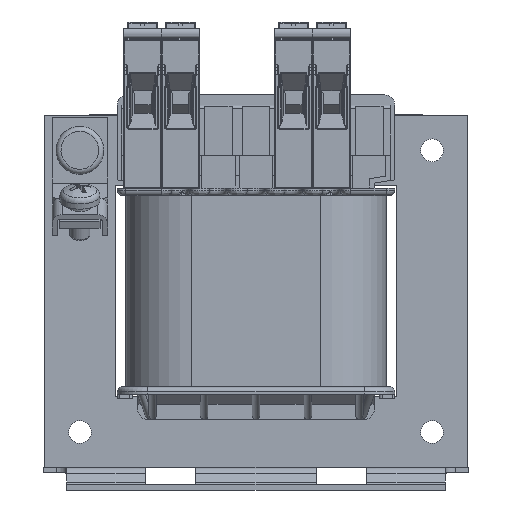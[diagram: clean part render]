
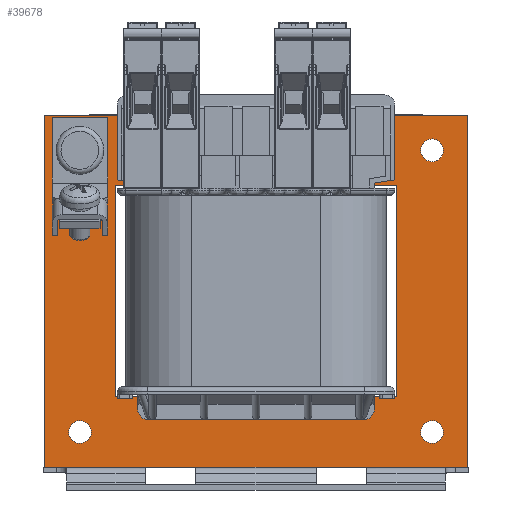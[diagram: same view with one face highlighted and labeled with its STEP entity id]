
A CAD part, front view. The second image highlights one B-rep face of the part: STEP entity #39678.
In plain terms, the highlighted planar face has unit normal (0, -1, 0).
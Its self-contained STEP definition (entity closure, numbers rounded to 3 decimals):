
#634=FACE_BOUND('',#4539,.T.);
#635=FACE_BOUND('',#4540,.T.);
#636=FACE_BOUND('',#4541,.T.);
#637=FACE_BOUND('',#4542,.T.);
#638=FACE_BOUND('',#4543,.T.);
#639=FACE_BOUND('',#4544,.T.);
#746=PLANE('',#42107);
#2403=FACE_OUTER_BOUND('',#4538,.T.);
#4538=EDGE_LOOP('',(#27434,#27435,#27436,#27437));
#4539=EDGE_LOOP('',(#27438));
#4540=EDGE_LOOP('',(#27439));
#4541=EDGE_LOOP('',(#27440));
#4542=EDGE_LOOP('',(#27441));
#4543=EDGE_LOOP('',(#27442,#27443,#27444,#27445));
#4544=EDGE_LOOP('',(#27446,#27447,#27448,#27449));
#6771=LINE('',#55502,#11788);
#6774=LINE('',#55508,#11791);
#6777=LINE('',#55514,#11794);
#6780=LINE('',#55518,#11797);
#6783=LINE('',#55526,#11800);
#6786=LINE('',#55532,#11803);
#6789=LINE('',#55538,#11806);
#6792=LINE('',#55542,#11809);
#6793=LINE('',#55546,#11810);
#6794=LINE('',#55548,#11811);
#6795=LINE('',#55550,#11812);
#6796=LINE('',#55551,#11813);
#11788=VECTOR('',#44910,10.);
#11791=VECTOR('',#44915,10.);
#11794=VECTOR('',#44920,10.);
#11797=VECTOR('',#44925,10.);
#11800=VECTOR('',#44930,10.);
#11803=VECTOR('',#44935,10.);
#11806=VECTOR('',#44940,10.);
#11809=VECTOR('',#44945,10.);
#11810=VECTOR('',#44948,10.);
#11811=VECTOR('',#44949,10.);
#11812=VECTOR('',#44950,10.);
#11813=VECTOR('',#44951,10.);
#16799=CIRCLE('',#42088,2.25);
#16801=CIRCLE('',#42091,2.25);
#16803=CIRCLE('',#42094,2.25);
#16805=CIRCLE('',#42097,2.25);
#17467=VERTEX_POINT('',#55472);
#17469=VERTEX_POINT('',#55478);
#17471=VERTEX_POINT('',#55484);
#17473=VERTEX_POINT('',#55490);
#17477=VERTEX_POINT('',#55499);
#17478=VERTEX_POINT('',#55501);
#17480=VERTEX_POINT('',#55507);
#17482=VERTEX_POINT('',#55513);
#17485=VERTEX_POINT('',#55523);
#17486=VERTEX_POINT('',#55525);
#17488=VERTEX_POINT('',#55531);
#17490=VERTEX_POINT('',#55537);
#17491=VERTEX_POINT('',#55544);
#17492=VERTEX_POINT('',#55545);
#17493=VERTEX_POINT('',#55547);
#17494=VERTEX_POINT('',#55549);
#21388=EDGE_CURVE('',#17467,#17467,#16799,.T.);
#21391=EDGE_CURVE('',#17469,#17469,#16801,.T.);
#21394=EDGE_CURVE('',#17471,#17471,#16803,.T.);
#21397=EDGE_CURVE('',#17473,#17473,#16805,.T.);
#21402=EDGE_CURVE('',#17478,#17477,#6771,.T.);
#21405=EDGE_CURVE('',#17480,#17478,#6774,.T.);
#21408=EDGE_CURVE('',#17482,#17480,#6777,.T.);
#21411=EDGE_CURVE('',#17477,#17482,#6780,.T.);
#21414=EDGE_CURVE('',#17486,#17485,#6783,.T.);
#21417=EDGE_CURVE('',#17488,#17486,#6786,.T.);
#21420=EDGE_CURVE('',#17490,#17488,#6789,.T.);
#21423=EDGE_CURVE('',#17485,#17490,#6792,.T.);
#21424=EDGE_CURVE('',#17491,#17492,#6793,.T.);
#21425=EDGE_CURVE('',#17493,#17491,#6794,.T.);
#21426=EDGE_CURVE('',#17494,#17493,#6795,.T.);
#21427=EDGE_CURVE('',#17492,#17494,#6796,.T.);
#27434=ORIENTED_EDGE('',*,*,#21424,.F.);
#27435=ORIENTED_EDGE('',*,*,#21425,.F.);
#27436=ORIENTED_EDGE('',*,*,#21426,.F.);
#27437=ORIENTED_EDGE('',*,*,#21427,.F.);
#27438=ORIENTED_EDGE('',*,*,#21388,.T.);
#27439=ORIENTED_EDGE('',*,*,#21391,.T.);
#27440=ORIENTED_EDGE('',*,*,#21394,.T.);
#27441=ORIENTED_EDGE('',*,*,#21397,.T.);
#27442=ORIENTED_EDGE('',*,*,#21402,.T.);
#27443=ORIENTED_EDGE('',*,*,#21411,.T.);
#27444=ORIENTED_EDGE('',*,*,#21408,.T.);
#27445=ORIENTED_EDGE('',*,*,#21405,.T.);
#27446=ORIENTED_EDGE('',*,*,#21414,.T.);
#27447=ORIENTED_EDGE('',*,*,#21423,.T.);
#27448=ORIENTED_EDGE('',*,*,#21420,.T.);
#27449=ORIENTED_EDGE('',*,*,#21417,.T.);
#39678=ADVANCED_FACE('',(#2403,#634,#635,#636,#637,#638,#639),#746,.F.);
#42088=AXIS2_PLACEMENT_3D('',#55473,#44880,#44881);
#42091=AXIS2_PLACEMENT_3D('',#55479,#44887,#44888);
#42094=AXIS2_PLACEMENT_3D('',#55485,#44894,#44895);
#42097=AXIS2_PLACEMENT_3D('',#55491,#44901,#44902);
#42107=AXIS2_PLACEMENT_3D('',#55543,#44946,#44947);
#44880=DIRECTION('center_axis',(0.,1.,0.));
#44881=DIRECTION('ref_axis',(1.,0.,0.));
#44887=DIRECTION('center_axis',(0.,1.,0.));
#44888=DIRECTION('ref_axis',(1.,0.,0.));
#44894=DIRECTION('center_axis',(0.,1.,0.));
#44895=DIRECTION('ref_axis',(1.,0.,0.));
#44901=DIRECTION('center_axis',(0.,1.,0.));
#44902=DIRECTION('ref_axis',(1.,0.,0.));
#44910=DIRECTION('',(0.,0.,1.));
#44915=DIRECTION('',(-1.,0.,0.));
#44920=DIRECTION('',(0.,0.,-1.));
#44925=DIRECTION('',(1.,0.,0.));
#44930=DIRECTION('',(0.,0.,1.));
#44935=DIRECTION('',(-1.,0.,0.));
#44940=DIRECTION('',(0.,0.,-1.));
#44945=DIRECTION('',(1.,0.,0.));
#44946=DIRECTION('center_axis',(0.,1.,0.));
#44947=DIRECTION('ref_axis',(0.,0.,1.));
#44948=DIRECTION('',(0.,0.,-1.));
#44949=DIRECTION('',(1.,0.,0.));
#44950=DIRECTION('',(0.,0.,1.));
#44951=DIRECTION('',(-1.,0.,0.));
#55472=CARTESIAN_POINT('',(-37.25,-14.75,-28.));
#55473=CARTESIAN_POINT('Origin',(-35.,-14.75,-28.));
#55478=CARTESIAN_POINT('',(32.75,-14.75,-28.));
#55479=CARTESIAN_POINT('Origin',(35.,-14.75,-28.));
#55484=CARTESIAN_POINT('',(32.75,-14.75,28.));
#55485=CARTESIAN_POINT('Origin',(35.,-14.75,28.));
#55490=CARTESIAN_POINT('',(-37.25,-14.75,28.));
#55491=CARTESIAN_POINT('Origin',(-35.,-14.75,28.));
#55499=CARTESIAN_POINT('',(-28.,-14.75,21.));
#55501=CARTESIAN_POINT('',(-28.,-14.75,-21.));
#55502=CARTESIAN_POINT('',(-28.,-14.75,10.5));
#55507=CARTESIAN_POINT('',(-14.,-14.75,-21.));
#55508=CARTESIAN_POINT('',(-14.,-14.75,-21.));
#55513=CARTESIAN_POINT('',(-14.,-14.75,21.));
#55514=CARTESIAN_POINT('',(-14.,-14.75,-10.5));
#55518=CARTESIAN_POINT('',(-7.,-14.75,21.));
#55523=CARTESIAN_POINT('',(14.,-14.75,21.));
#55525=CARTESIAN_POINT('',(14.,-14.75,-21.));
#55526=CARTESIAN_POINT('',(14.,-14.75,10.5));
#55531=CARTESIAN_POINT('',(28.,-14.75,-21.));
#55532=CARTESIAN_POINT('',(7.,-14.75,-21.));
#55537=CARTESIAN_POINT('',(28.,-14.75,21.));
#55538=CARTESIAN_POINT('',(28.,-14.75,-10.5));
#55542=CARTESIAN_POINT('',(14.,-14.75,21.));
#55543=CARTESIAN_POINT('Origin',(0.,-14.75,0.));
#55544=CARTESIAN_POINT('',(42.,-14.75,35.));
#55545=CARTESIAN_POINT('',(42.,-14.75,-35.));
#55546=CARTESIAN_POINT('',(42.,-14.75,-35.));
#55547=CARTESIAN_POINT('',(-42.,-14.75,35.));
#55548=CARTESIAN_POINT('',(42.,-14.75,35.));
#55549=CARTESIAN_POINT('',(-42.,-14.75,-35.));
#55550=CARTESIAN_POINT('',(-42.,-14.75,35.));
#55551=CARTESIAN_POINT('',(-42.,-14.75,-35.));
